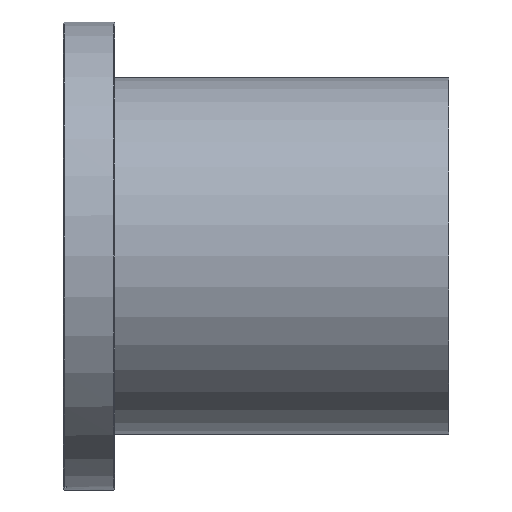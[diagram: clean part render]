
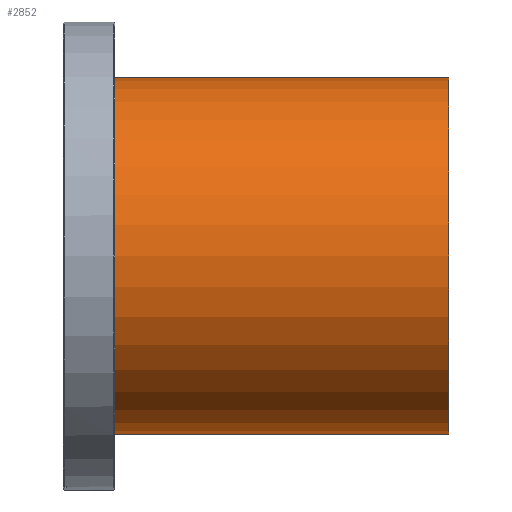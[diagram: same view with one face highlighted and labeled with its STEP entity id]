
A CAD part, left-side view. The second image highlights one B-rep face of the part: STEP entity #2852.
In plain terms, the highlighted cylindrical face has radius 77 mm (diameter 154 mm), a partial arc.
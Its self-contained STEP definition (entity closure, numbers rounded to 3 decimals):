
#20 = VERTEX_POINT ( 'NONE', #2549 ) ;
#184 = DIRECTION ( 'NONE',  ( 1., 0., 0. ) ) ;
#185 = EDGE_CURVE ( 'NONE', #20, #3247, #596, .T. ) ;
#194 = CARTESIAN_POINT ( 'NONE',  ( 77., 0., 77. ) ) ;
#245 = DIRECTION ( 'NONE',  ( 0., 0., -1. ) ) ;
#371 = DIRECTION ( 'NONE',  ( 0., 0., 1. ) ) ;
#394 = LINE ( 'NONE', #194, #2344 ) ;
#432 = VERTEX_POINT ( 'NONE', #1156 ) ;
#566 = CARTESIAN_POINT ( 'NONE',  ( 77., 0., -77. ) ) ;
#596 = CIRCLE ( 'NONE', #856, 77. ) ;
#638 = AXIS2_PLACEMENT_3D ( 'NONE', #2680, #2146, #371 ) ;
#808 = VECTOR ( 'NONE', #2087, 1000. ) ;
#856 = AXIS2_PLACEMENT_3D ( 'NONE', #1704, #184, #1978 ) ;
#1156 = CARTESIAN_POINT ( 'NONE',  ( 77., 0., 77. ) ) ;
#1167 = CYLINDRICAL_SURFACE ( 'NONE', #638, 77. ) ;
#1427 = ORIENTED_EDGE ( 'NONE', *, *, #2078, .F. ) ;
#1546 = VERTEX_POINT ( 'NONE', #2792 ) ;
#1612 = EDGE_CURVE ( 'NONE', #1546, #20, #2768, .T. ) ;
#1704 = CARTESIAN_POINT ( 'NONE',  ( -77., 0., 0. ) ) ;
#1776 = DIRECTION ( 'NONE',  ( 1., 0., 0. ) ) ;
#1978 = DIRECTION ( 'NONE',  ( 0., 0., -1. ) ) ;
#2019 = ORIENTED_EDGE ( 'NONE', *, *, #1612, .T. ) ;
#2078 = EDGE_CURVE ( 'NONE', #432, #3247, #394, .T. ) ;
#2087 = DIRECTION ( 'NONE',  ( -1., 0., 0. ) ) ;
#2146 = DIRECTION ( 'NONE',  ( -1., 0., 0. ) ) ;
#2302 = CARTESIAN_POINT ( 'NONE',  ( 77., 0., 0. ) ) ;
#2344 = VECTOR ( 'NONE', #3009, 1000. ) ;
#2528 = EDGE_LOOP ( 'NONE', ( #3076, #2019, #2909, #1427 ) ) ;
#2549 = CARTESIAN_POINT ( 'NONE',  ( -77., 0., -77. ) ) ;
#2655 = AXIS2_PLACEMENT_3D ( 'NONE', #2302, #1776, #245 ) ;
#2680 = CARTESIAN_POINT ( 'NONE',  ( 77., 0., 0. ) ) ;
#2768 = LINE ( 'NONE', #566, #808 ) ;
#2792 = CARTESIAN_POINT ( 'NONE',  ( 77., 0., -77. ) ) ;
#2852 = ADVANCED_FACE ( 'NONE', ( #3225 ), #1167, .T. ) ;
#2881 = CARTESIAN_POINT ( 'NONE',  ( -77., 0., 77. ) ) ;
#2909 = ORIENTED_EDGE ( 'NONE', *, *, #185, .T. ) ;
#3008 = CIRCLE ( 'NONE', #2655, 77. ) ;
#3009 = DIRECTION ( 'NONE',  ( -1., 0., 0. ) ) ;
#3059 = EDGE_CURVE ( 'NONE', #1546, #432, #3008, .T. ) ;
#3076 = ORIENTED_EDGE ( 'NONE', *, *, #3059, .F. ) ;
#3225 = FACE_OUTER_BOUND ( 'NONE', #2528, .T. ) ;
#3247 = VERTEX_POINT ( 'NONE', #2881 ) ;
